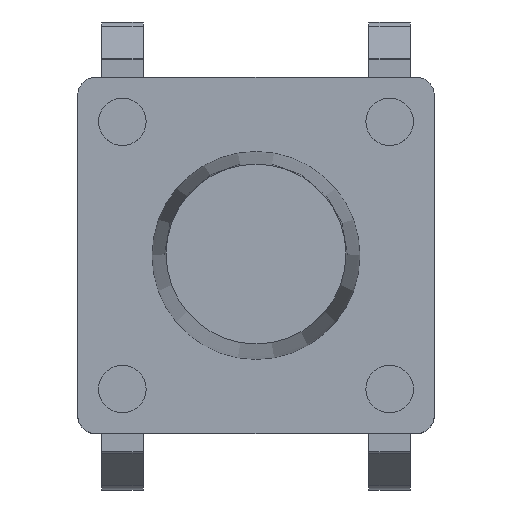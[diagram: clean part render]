
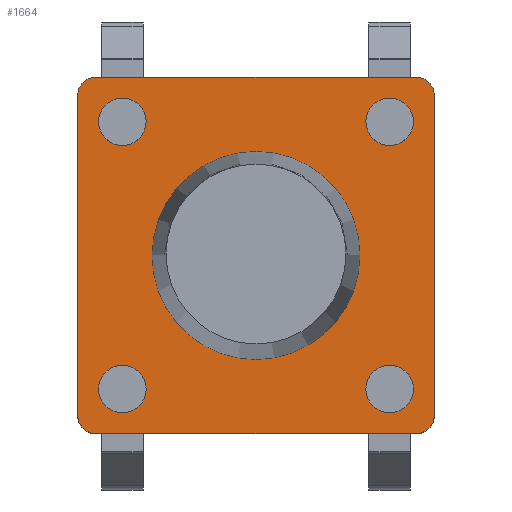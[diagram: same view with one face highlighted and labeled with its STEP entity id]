
A CAD part, top view. The second image highlights one B-rep face of the part: STEP entity #1664.
In plain terms, the highlighted planar face has unit normal (0, 0, 1).
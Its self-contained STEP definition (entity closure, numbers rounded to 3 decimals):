
#13=FACE_BOUND('',#285,.T.);
#14=FACE_BOUND('',#286,.T.);
#15=FACE_BOUND('',#287,.T.);
#16=FACE_BOUND('',#288,.T.);
#17=FACE_BOUND('',#289,.T.);
#120=PLANE('',#1811);
#190=FACE_OUTER_BOUND('',#284,.T.);
#284=EDGE_LOOP('',(#1242,#1243,#1244,#1245,#1246,#1247,#1248,#1249));
#285=EDGE_LOOP('',(#1250,#1251));
#286=EDGE_LOOP('',(#1252));
#287=EDGE_LOOP('',(#1253));
#288=EDGE_LOOP('',(#1254));
#289=EDGE_LOOP('',(#1255));
#379=LINE('',#2527,#536);
#383=LINE('',#2539,#540);
#387=LINE('',#2551,#544);
#391=LINE('',#2561,#548);
#536=VECTOR('',#2039,10.);
#540=VECTOR('',#2051,10.);
#544=VECTOR('',#2063,10.);
#548=VECTOR('',#2075,10.);
#679=CIRCLE('',#1776,1.75);
#680=CIRCLE('',#1777,1.75);
#682=CIRCLE('',#1781,0.4);
#684=CIRCLE('',#1785,0.4);
#686=CIRCLE('',#1789,0.4);
#688=CIRCLE('',#1793,0.4);
#690=CIRCLE('',#1797,0.3);
#692=CIRCLE('',#1801,0.3);
#694=CIRCLE('',#1805,0.3);
#696=CIRCLE('',#1809,0.3);
#763=VERTEX_POINT('',#2480);
#764=VERTEX_POINT('',#2482);
#766=VERTEX_POINT('',#2489);
#768=VERTEX_POINT('',#2496);
#770=VERTEX_POINT('',#2503);
#772=VERTEX_POINT('',#2510);
#775=VERTEX_POINT('',#2518);
#776=VERTEX_POINT('',#2520);
#778=VERTEX_POINT('',#2526);
#780=VERTEX_POINT('',#2532);
#782=VERTEX_POINT('',#2538);
#784=VERTEX_POINT('',#2544);
#786=VERTEX_POINT('',#2550);
#788=VERTEX_POINT('',#2556);
#928=EDGE_CURVE('',#764,#763,#679,.T.);
#929=EDGE_CURVE('',#763,#764,#680,.T.);
#932=EDGE_CURVE('',#766,#766,#682,.T.);
#935=EDGE_CURVE('',#768,#768,#684,.T.);
#938=EDGE_CURVE('',#770,#770,#686,.T.);
#941=EDGE_CURVE('',#772,#772,#688,.T.);
#944=EDGE_CURVE('',#776,#775,#690,.T.);
#947=EDGE_CURVE('',#778,#776,#379,.T.);
#950=EDGE_CURVE('',#780,#778,#692,.T.);
#953=EDGE_CURVE('',#782,#780,#383,.T.);
#956=EDGE_CURVE('',#784,#782,#694,.T.);
#959=EDGE_CURVE('',#786,#784,#387,.T.);
#962=EDGE_CURVE('',#788,#786,#696,.T.);
#965=EDGE_CURVE('',#775,#788,#391,.T.);
#1242=ORIENTED_EDGE('',*,*,#965,.T.);
#1243=ORIENTED_EDGE('',*,*,#962,.T.);
#1244=ORIENTED_EDGE('',*,*,#959,.T.);
#1245=ORIENTED_EDGE('',*,*,#956,.T.);
#1246=ORIENTED_EDGE('',*,*,#953,.T.);
#1247=ORIENTED_EDGE('',*,*,#950,.T.);
#1248=ORIENTED_EDGE('',*,*,#947,.T.);
#1249=ORIENTED_EDGE('',*,*,#944,.T.);
#1250=ORIENTED_EDGE('',*,*,#928,.T.);
#1251=ORIENTED_EDGE('',*,*,#929,.T.);
#1252=ORIENTED_EDGE('',*,*,#932,.T.);
#1253=ORIENTED_EDGE('',*,*,#935,.T.);
#1254=ORIENTED_EDGE('',*,*,#938,.T.);
#1255=ORIENTED_EDGE('',*,*,#941,.T.);
#1664=ADVANCED_FACE('',(#190,#13,#14,#15,#16,#17),#120,.T.);
#1776=AXIS2_PLACEMENT_3D('',#2483,#1986,#1987);
#1777=AXIS2_PLACEMENT_3D('',#2484,#1988,#1989);
#1781=AXIS2_PLACEMENT_3D('',#2491,#1997,#1998);
#1785=AXIS2_PLACEMENT_3D('',#2498,#2006,#2007);
#1789=AXIS2_PLACEMENT_3D('',#2505,#2015,#2016);
#1793=AXIS2_PLACEMENT_3D('',#2512,#2024,#2025);
#1797=AXIS2_PLACEMENT_3D('',#2521,#2033,#2034);
#1801=AXIS2_PLACEMENT_3D('',#2533,#2045,#2046);
#1805=AXIS2_PLACEMENT_3D('',#2545,#2057,#2058);
#1809=AXIS2_PLACEMENT_3D('',#2557,#2069,#2070);
#1811=AXIS2_PLACEMENT_3D('',#2562,#2076,#2077);
#1986=DIRECTION('center_axis',(0.,0.,-1.));
#1987=DIRECTION('ref_axis',(1.,0.,0.));
#1988=DIRECTION('center_axis',(0.,0.,-1.));
#1989=DIRECTION('ref_axis',(1.,0.,0.));
#1997=DIRECTION('center_axis',(0.,0.,-1.));
#1998=DIRECTION('ref_axis',(-1.,0.,0.));
#2006=DIRECTION('center_axis',(0.,0.,-1.));
#2007=DIRECTION('ref_axis',(-1.,0.,0.));
#2015=DIRECTION('center_axis',(0.,0.,-1.));
#2016=DIRECTION('ref_axis',(-1.,0.,0.));
#2024=DIRECTION('center_axis',(0.,0.,-1.));
#2025=DIRECTION('ref_axis',(-1.,0.,0.));
#2033=DIRECTION('center_axis',(0.,0.,1.));
#2034=DIRECTION('ref_axis',(1.,0.,0.));
#2039=DIRECTION('',(0.,1.,0.));
#2045=DIRECTION('center_axis',(0.,0.,1.));
#2046=DIRECTION('ref_axis',(0.,-1.,0.));
#2051=DIRECTION('',(1.,0.,0.));
#2057=DIRECTION('center_axis',(0.,0.,1.));
#2058=DIRECTION('ref_axis',(-1.,0.,0.));
#2063=DIRECTION('',(0.,-1.,0.));
#2069=DIRECTION('center_axis',(0.,0.,1.));
#2070=DIRECTION('ref_axis',(0.,1.,0.));
#2075=DIRECTION('',(-1.,0.,0.));
#2076=DIRECTION('center_axis',(0.,0.,1.));
#2077=DIRECTION('ref_axis',(1.,0.,0.));
#2480=CARTESIAN_POINT('',(-1.75,0.,3.5));
#2482=CARTESIAN_POINT('',(1.75,0.,3.5));
#2483=CARTESIAN_POINT('Origin',(0.,0.,3.5));
#2484=CARTESIAN_POINT('Origin',(0.,0.,3.5));
#2489=CARTESIAN_POINT('',(2.65,2.25,3.5));
#2491=CARTESIAN_POINT('Origin',(2.25,2.25,3.5));
#2496=CARTESIAN_POINT('',(-1.85,-2.25,3.5));
#2498=CARTESIAN_POINT('Origin',(-2.25,-2.25,3.5));
#2503=CARTESIAN_POINT('',(-1.85,2.25,3.5));
#2505=CARTESIAN_POINT('Origin',(-2.25,2.25,3.5));
#2510=CARTESIAN_POINT('',(2.65,-2.25,3.5));
#2512=CARTESIAN_POINT('Origin',(2.25,-2.25,3.5));
#2518=CARTESIAN_POINT('',(2.7,3.,3.5));
#2520=CARTESIAN_POINT('',(3.,2.7,3.5));
#2521=CARTESIAN_POINT('Origin',(2.7,2.7,3.5));
#2526=CARTESIAN_POINT('',(3.,-2.7,3.5));
#2527=CARTESIAN_POINT('',(3.,-2.7,3.5));
#2532=CARTESIAN_POINT('',(2.7,-3.,3.5));
#2533=CARTESIAN_POINT('Origin',(2.7,-2.7,3.5));
#2538=CARTESIAN_POINT('',(-2.7,-3.,3.5));
#2539=CARTESIAN_POINT('',(-2.7,-3.,3.5));
#2544=CARTESIAN_POINT('',(-3.,-2.7,3.5));
#2545=CARTESIAN_POINT('Origin',(-2.7,-2.7,3.5));
#2550=CARTESIAN_POINT('',(-3.,2.7,3.5));
#2551=CARTESIAN_POINT('',(-3.,2.7,3.5));
#2556=CARTESIAN_POINT('',(-2.7,3.,3.5));
#2557=CARTESIAN_POINT('Origin',(-2.7,2.7,3.5));
#2561=CARTESIAN_POINT('',(2.7,3.,3.5));
#2562=CARTESIAN_POINT('Origin',(0.,0.,
3.5));
